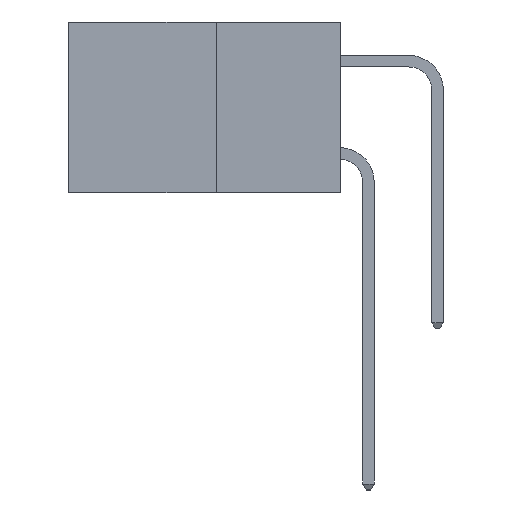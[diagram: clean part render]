
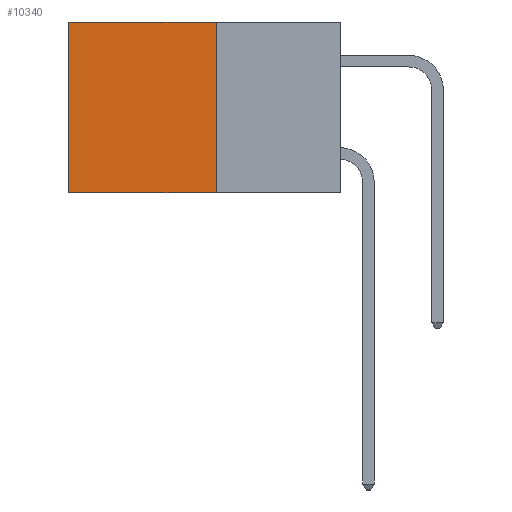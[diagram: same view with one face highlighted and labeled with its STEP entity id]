
A CAD part, left-side view. The second image highlights one B-rep face of the part: STEP entity #10340.
In plain terms, the highlighted planar face has unit normal (-1, 0, 0).
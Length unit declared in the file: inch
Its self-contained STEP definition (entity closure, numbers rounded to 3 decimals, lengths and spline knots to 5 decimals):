
#58 = AXIS2_PLACEMENT_3D ( 'NONE', #5473, #507, #6329 ) ;
#75 = FACE_OUTER_BOUND ( 'NONE', #2801, .T. ) ;
#393 = VECTOR ( 'NONE', #2993, 39.37008 ) ;
#507 = DIRECTION ( 'NONE',  ( 1., 0., 0. ) ) ;
#865 = EDGE_CURVE ( 'NONE', #7178, #1949, #6670, .T. ) ;
#1430 = VECTOR ( 'NONE', #2546, 39.37008 ) ;
#1949 = VERTEX_POINT ( 'NONE', #4377 ) ;
#2445 = CARTESIAN_POINT ( 'NONE',  ( 0.277, 0.27, 0. ) ) ;
#2546 = DIRECTION ( 'NONE',  ( 0., 1., 0. ) ) ;
#2558 = ORIENTED_EDGE ( 'NONE', *, *, #8947, .T. ) ;
#2572 = VECTOR ( 'NONE', #7104, 39.37008 ) ;
#2801 = EDGE_LOOP ( 'NONE', ( #2558, #8079, #7330, #6110 ) ) ;
#2993 = DIRECTION ( 'NONE',  ( 0., 1., 0. ) ) ;
#3222 = EDGE_CURVE ( 'NONE', #7178, #9533, #3677, .T. ) ;
#3677 = LINE ( 'NONE', #2445, #1430 ) ;
#3978 = VERTEX_POINT ( 'NONE', #9856 ) ;
#4377 = CARTESIAN_POINT ( 'NONE',  ( 0.277, 0.27, -0.37 ) ) ;
#5473 = CARTESIAN_POINT ( 'NONE',  ( 0.277, 0.27, -0.37 ) ) ;
#5813 = DIRECTION ( 'NONE',  ( 0., 0., -1. ) ) ;
#6110 = ORIENTED_EDGE ( 'NONE', *, *, #3222, .T. ) ;
#6268 = CARTESIAN_POINT ( 'NONE',  ( 0.277, 0.59, -0.37 ) ) ;
#6329 = DIRECTION ( 'NONE',  ( 0., 0., -1. ) ) ;
#6471 = EDGE_CURVE ( 'NONE', #1949, #3978, #7523, .T. ) ;
#6670 = LINE ( 'NONE', #9160, #9106 ) ;
#6714 = CARTESIAN_POINT ( 'NONE',  ( 0.277, 0.27, -0.37 ) ) ;
#7104 = DIRECTION ( 'NONE',  ( 0., 0., -1. ) ) ;
#7178 = VERTEX_POINT ( 'NONE', #10337 ) ;
#7330 = ORIENTED_EDGE ( 'NONE', *, *, #865, .F. ) ;
#7523 = LINE ( 'NONE', #6714, #393 ) ;
#8079 = ORIENTED_EDGE ( 'NONE', *, *, #6471, .F. ) ;
#8947 = EDGE_CURVE ( 'NONE', #9533, #3978, #9155, .T. ) ;
#9106 = VECTOR ( 'NONE', #5813, 39.37008 ) ;
#9155 = LINE ( 'NONE', #6268, #2572 ) ;
#9160 = CARTESIAN_POINT ( 'NONE',  ( 0.277, 0.27, -0.37 ) ) ;
#9533 = VERTEX_POINT ( 'NONE', #10067 ) ;
#9856 = CARTESIAN_POINT ( 'NONE',  ( 0.277, 0.59, -0.37 ) ) ;
#10067 = CARTESIAN_POINT ( 'NONE',  ( 0.277, 0.59, 0. ) ) ;
#10337 = CARTESIAN_POINT ( 'NONE',  ( 0.277, 0.27, 0. ) ) ;
#10340 = ADVANCED_FACE ( 'NONE', ( #75 ), #10434, .F. ) ;
#10434 = PLANE ( 'NONE',  #58 ) ;
